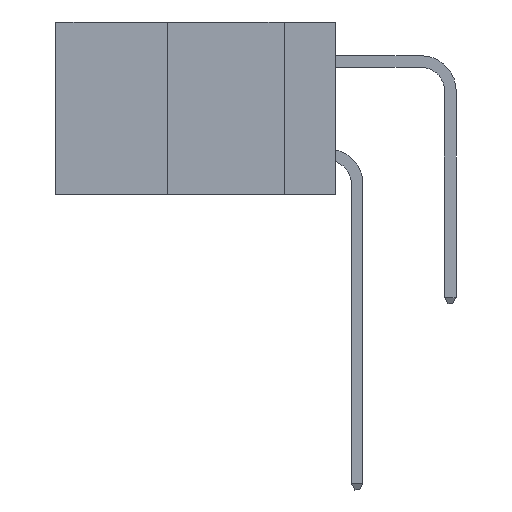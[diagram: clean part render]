
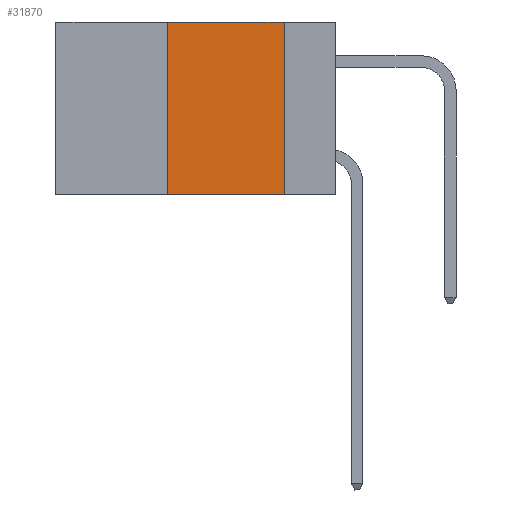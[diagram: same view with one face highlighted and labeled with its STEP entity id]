
A CAD part, left-side view. The second image highlights one B-rep face of the part: STEP entity #31870.
In plain terms, the highlighted planar face has unit normal (-1, 0, 0).
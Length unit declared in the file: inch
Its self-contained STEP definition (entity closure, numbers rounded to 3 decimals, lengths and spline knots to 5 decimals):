
#379 = FACE_OUTER_BOUND ( 'NONE', #43175, .T. ) ;
#389 = CARTESIAN_POINT ( 'NONE',  ( 0., 0.11, -0.37 ) ) ;
#1372 = CARTESIAN_POINT ( 'NONE',  ( 0., 0.11, 0. ) ) ;
#2435 = AXIS2_PLACEMENT_3D ( 'NONE', #3355, #10849, #20645 ) ;
#2872 = VERTEX_POINT ( 'NONE', #17891 ) ;
#3355 = CARTESIAN_POINT ( 'NONE',  ( 0., 0.6, 0. ) ) ;
#3798 = PLANE ( 'NONE',  #2435 ) ;
#4507 = CARTESIAN_POINT ( 'NONE',  ( 0., 0.36, 0. ) ) ;
#9427 = ORIENTED_EDGE ( 'NONE', *, *, #42265, .F. ) ;
#10222 = DIRECTION ( 'NONE',  ( 0., -1., 0. ) ) ;
#10849 = DIRECTION ( 'NONE',  ( 1., 0., 0. ) ) ;
#13180 = VERTEX_POINT ( 'NONE', #389 ) ;
#16525 = DIRECTION ( 'NONE',  ( 0., 0., -1. ) ) ;
#16978 = CARTESIAN_POINT ( 'NONE',  ( 0., 0.36, -0.37 ) ) ;
#16979 = LINE ( 'NONE', #19943, #43648 ) ;
#17891 = CARTESIAN_POINT ( 'NONE',  ( 0., 0.36, 0. ) ) ;
#18171 = DIRECTION ( 'NONE',  ( 0., 0., 1. ) ) ;
#19943 = CARTESIAN_POINT ( 'NONE',  ( 0., 0.11, 0. ) ) ;
#20437 = EDGE_CURVE ( 'NONE', #36806, #2872, #32714, .T. ) ;
#20645 = DIRECTION ( 'NONE',  ( 0., 0., -1. ) ) ;
#21525 = LINE ( 'NONE', #31989, #29643 ) ;
#21661 = VECTOR ( 'NONE', #22639, 39.37008 ) ;
#22414 = LINE ( 'NONE', #39480, #21661 ) ;
#22639 = DIRECTION ( 'NONE',  ( 0., -1., 0. ) ) ;
#26034 = ORIENTED_EDGE ( 'NONE', *, *, #39260, .T. ) ;
#29643 = VECTOR ( 'NONE', #10222, 39.37008 ) ;
#31870 = ADVANCED_FACE ( 'NONE', ( #379 ), #3798, .F. ) ;
#31989 = CARTESIAN_POINT ( 'NONE',  ( 0., 0.6, -0.37 ) ) ;
#32714 = LINE ( 'NONE', #4507, #37786 ) ;
#36176 = ORIENTED_EDGE ( 'NONE', *, *, #39463, .F. ) ;
#36806 = VERTEX_POINT ( 'NONE', #16978 ) ;
#37558 = ORIENTED_EDGE ( 'NONE', *, *, #20437, .F. ) ;
#37786 = VECTOR ( 'NONE', #18171, 39.37008 ) ;
#38982 = VERTEX_POINT ( 'NONE', #1372 ) ;
#39260 = EDGE_CURVE ( 'NONE', #36806, #13180, #21525, .T. ) ;
#39463 = EDGE_CURVE ( 'NONE', #2872, #38982, #22414, .T. ) ;
#39480 = CARTESIAN_POINT ( 'NONE',  ( 0., 0.6, 0. ) ) ;
#42265 = EDGE_CURVE ( 'NONE', #38982, #13180, #16979, .T. ) ;
#43175 = EDGE_LOOP ( 'NONE', ( #9427, #36176, #37558, #26034 ) ) ;
#43648 = VECTOR ( 'NONE', #16525, 39.37008 ) ;
